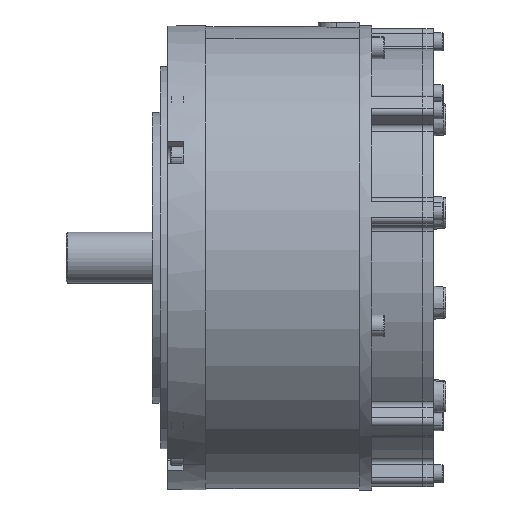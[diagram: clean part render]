
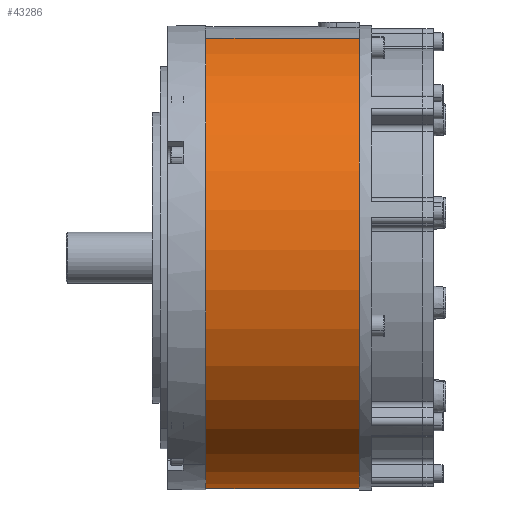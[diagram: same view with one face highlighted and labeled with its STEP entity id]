
A CAD part, front view. The second image highlights one B-rep face of the part: STEP entity #43286.
In plain terms, the highlighted cylindrical face has radius 90.5 mm (diameter 181 mm), a partial arc.
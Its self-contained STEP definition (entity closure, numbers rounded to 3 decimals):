
#603 = LINE ( 'NONE', #14794, #26536 ) ;
#872 = AXIS2_PLACEMENT_3D ( 'NONE', #16795, #31135, #45509 ) ;
#2611 = CYLINDRICAL_SURFACE ( 'NONE', #872, 90.5 ) ;
#6160 = AXIS2_PLACEMENT_3D ( 'NONE', #31882, #46252, #14055 ) ;
#6943 = EDGE_CURVE ( 'NONE', #19979, #13545, #27513, .T. ) ;
#9764 = DIRECTION ( 'NONE',  ( -1., 0., 0. ) ) ;
#12091 = VECTOR ( 'NONE', #9764, 1000. ) ;
#12809 = CARTESIAN_POINT ( 'NONE',  ( 60., 0., 0. ) ) ;
#13545 = VERTEX_POINT ( 'NONE', #22382 ) ;
#13670 = EDGE_CURVE ( 'NONE', #19979, #16024, #45626, .T. ) ;
#14055 = DIRECTION ( 'NONE',  ( 0., 0., 1. ) ) ;
#14420 = EDGE_LOOP ( 'NONE', ( #41737, #34243, #17693, #31464 ) ) ;
#14794 = CARTESIAN_POINT ( 'NONE',  ( 0., 0., 90.5 ) ) ;
#16024 = VERTEX_POINT ( 'NONE', #39501 ) ;
#16795 = CARTESIAN_POINT ( 'NONE',  ( 0., 0., 0. ) ) ;
#17351 = EDGE_CURVE ( 'NONE', #13545, #21387, #26262, .T. ) ;
#17693 = ORIENTED_EDGE ( 'NONE', *, *, #45350, .T. ) ;
#19979 = VERTEX_POINT ( 'NONE', #32829 ) ;
#21387 = VERTEX_POINT ( 'NONE', #32304 ) ;
#22382 = CARTESIAN_POINT ( 'NONE',  ( 0., 0., -90.5 ) ) ;
#25291 = AXIS2_PLACEMENT_3D ( 'NONE', #12809, #27072, #41492 ) ;
#26262 = CIRCLE ( 'NONE', #6160, 90.5 ) ;
#26536 = VECTOR ( 'NONE', #29096, 1000. ) ;
#27072 = DIRECTION ( 'NONE',  ( -1., 0., 0. ) ) ;
#27513 = LINE ( 'NONE', #41937, #12091 ) ;
#29096 = DIRECTION ( 'NONE',  ( -1., 0., 0. ) ) ;
#31135 = DIRECTION ( 'NONE',  ( -1., 0., 0. ) ) ;
#31464 = ORIENTED_EDGE ( 'NONE', *, *, #17351, .F. ) ;
#31882 = CARTESIAN_POINT ( 'NONE',  ( 0., 0., 0. ) ) ;
#32304 = CARTESIAN_POINT ( 'NONE',  ( 0., 0., 90.5 ) ) ;
#32829 = CARTESIAN_POINT ( 'NONE',  ( 60., 0., -90.5 ) ) ;
#34243 = ORIENTED_EDGE ( 'NONE', *, *, #13670, .T. ) ;
#34704 = FACE_OUTER_BOUND ( 'NONE', #14420, .T. ) ;
#39501 = CARTESIAN_POINT ( 'NONE',  ( 60., 0., 90.5 ) ) ;
#41492 = DIRECTION ( 'NONE',  ( 0., 0., 1. ) ) ;
#41737 = ORIENTED_EDGE ( 'NONE', *, *, #6943, .F. ) ;
#41937 = CARTESIAN_POINT ( 'NONE',  ( 0., 0., -90.5 ) ) ;
#43286 = ADVANCED_FACE ( 'NONE', ( #34704 ), #2611, .T. ) ;
#45350 = EDGE_CURVE ( 'NONE', #16024, #21387, #603, .T. ) ;
#45509 = DIRECTION ( 'NONE',  ( 0., 0., 1. ) ) ;
#45626 = CIRCLE ( 'NONE', #25291, 90.5 ) ;
#46252 = DIRECTION ( 'NONE',  ( -1., 0., 0. ) ) ;
